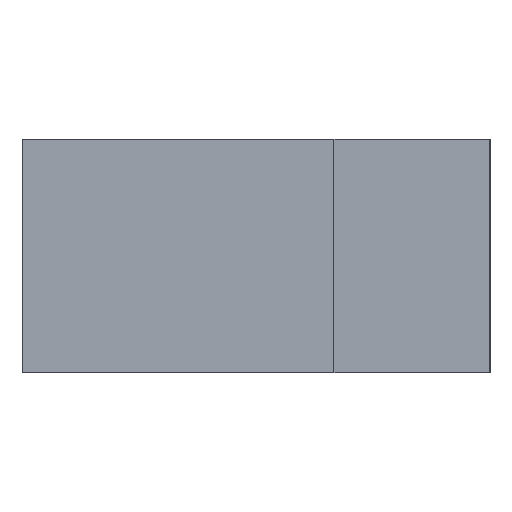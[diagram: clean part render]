
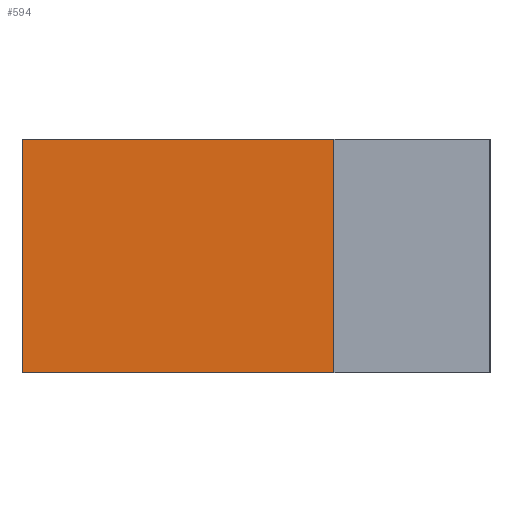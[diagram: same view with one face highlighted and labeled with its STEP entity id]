
A CAD part, left-side view. The second image highlights one B-rep face of the part: STEP entity #594.
In plain terms, the highlighted planar face has unit normal (-1, 0, 0).
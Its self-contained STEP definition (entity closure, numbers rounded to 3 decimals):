
#4 = LINE ( 'NONE', #442, #485 ) ;
#21 = DIRECTION ( 'NONE',  ( 0., 0., -1. ) ) ;
#22 = EDGE_CURVE ( 'NONE', #245, #334, #107, .T. ) ;
#58 = PLANE ( 'NONE',  #390 ) ;
#60 = CARTESIAN_POINT ( 'NONE',  ( -29., 30., -15. ) ) ;
#81 = EDGE_CURVE ( 'NONE', #92, #334, #356, .T. ) ;
#92 = VERTEX_POINT ( 'NONE', #508 ) ;
#95 = EDGE_CURVE ( 'NONE', #171, #245, #194, .T. ) ;
#107 = LINE ( 'NONE', #559, #632 ) ;
#131 = EDGE_CURVE ( 'NONE', #171, #92, #4, .T. ) ;
#132 = ORIENTED_EDGE ( 'NONE', *, *, #131, .F. ) ;
#171 = VERTEX_POINT ( 'NONE', #590 ) ;
#184 = DIRECTION ( 'NONE',  ( 0., -1., 0. ) ) ;
#194 = LINE ( 'NONE', #459, #567 ) ;
#217 = EDGE_LOOP ( 'NONE', ( #228, #298, #132, #225 ) ) ;
#225 = ORIENTED_EDGE ( 'NONE', *, *, #95, .T. ) ;
#228 = ORIENTED_EDGE ( 'NONE', *, *, #22, .T. ) ;
#245 = VERTEX_POINT ( 'NONE', #60 ) ;
#280 = DIRECTION ( 'NONE',  ( 0., 0., -1. ) ) ;
#298 = ORIENTED_EDGE ( 'NONE', *, *, #81, .F. ) ;
#306 = CARTESIAN_POINT ( 'NONE',  ( -29., -10., 15. ) ) ;
#314 = DIRECTION ( 'NONE',  ( 1., 0., 0. ) ) ;
#330 = DIRECTION ( 'NONE',  ( 0., -1., 0. ) ) ;
#334 = VERTEX_POINT ( 'NONE', #525 ) ;
#346 = DIRECTION ( 'NONE',  ( 0., 0., -1. ) ) ;
#356 = LINE ( 'NONE', #401, #500 ) ;
#390 = AXIS2_PLACEMENT_3D ( 'NONE', #306, #314, #21 ) ;
#401 = CARTESIAN_POINT ( 'NONE',  ( -29., -10., 15. ) ) ;
#442 = CARTESIAN_POINT ( 'NONE',  ( -29., -10., 15. ) ) ;
#455 = FACE_OUTER_BOUND ( 'NONE', #217, .T. ) ;
#459 = CARTESIAN_POINT ( 'NONE',  ( -29., 30., 15. ) ) ;
#485 = VECTOR ( 'NONE', #330, 1000. ) ;
#500 = VECTOR ( 'NONE', #280, 1000. ) ;
#508 = CARTESIAN_POINT ( 'NONE',  ( -29., -10., 15. ) ) ;
#525 = CARTESIAN_POINT ( 'NONE',  ( -29., -10., -15. ) ) ;
#559 = CARTESIAN_POINT ( 'NONE',  ( -29., -10., -15. ) ) ;
#567 = VECTOR ( 'NONE', #346, 1000. ) ;
#590 = CARTESIAN_POINT ( 'NONE',  ( -29., 30., 15. ) ) ;
#594 = ADVANCED_FACE ( 'NONE', ( #455 ), #58, .F. ) ;
#632 = VECTOR ( 'NONE', #184, 1000. ) ;
